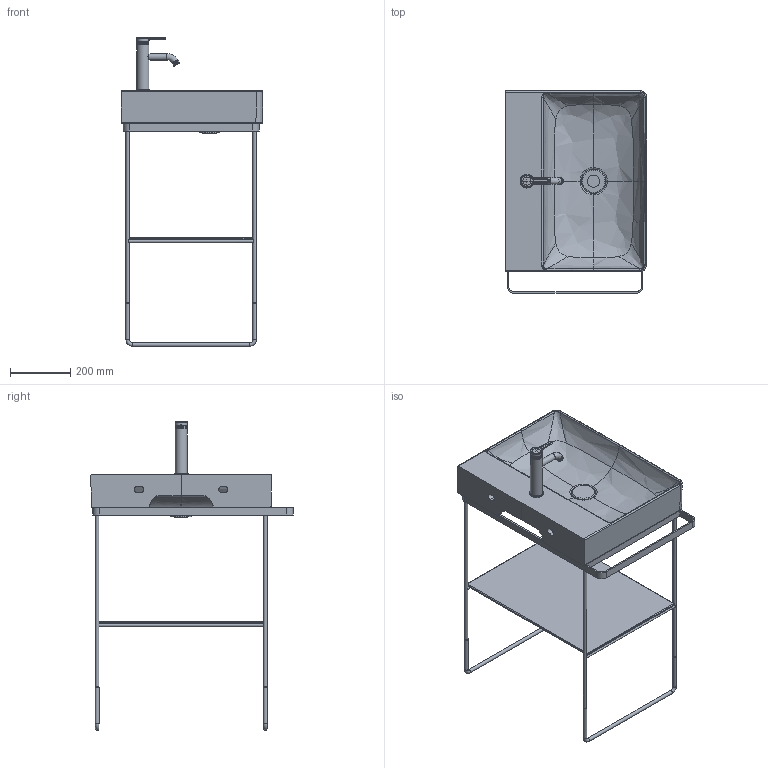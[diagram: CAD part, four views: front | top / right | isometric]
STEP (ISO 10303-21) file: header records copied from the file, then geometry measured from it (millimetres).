
FILE_DESCRIPTION((''),'2;1');
FILE_NAME('235360_003101.stp','2017-06-29T14:08:06',('Administrator'),(''),'Autodesk Inventor 2011','Autodesk Inventor 2011','');
FILE_SCHEMA(('CONFIG_CONTROL_DESIGN'));
Length unit declared in the file: millimetre
Products named in the file (16): 235360_003101; 235360; Armatur C1 WT; 509115_ASM; 615832; 615833; 636748; 615729; 615737; Kelch_Stopfen DuraSquare Bgr; Metallkonsole 003101 bodenstehend; Rahmen 665x451x25; Rohrstütze bodenstehend; Rohrstrebe; Rohrverstellung; Glaseinleger Metallkonsole 003101_003102
Assembly tree (20 placements, depth 4):
  235360_003101
    235360
    Armatur C1 WT
      509115_ASM
        615832
        615833
      636748
      615729
      615737
    Kelch_Stopfen DuraSquare Bgr
    Metallkonsole 003101 bodenstehend
      Rahmen 665x451x25
      Rohrstütze bodenstehend  x2
      Rohrstrebe  x2
      Rohrverstellung  x4
    Glaseinleger Metallkonsole 003101_003102
Bounding box: 470.06 x 671.98 x 1025.47 mm (x, y, z)
Volume: 12549574.5 mm3; surface area: 1916067.1 mm2
Topology: 18 solids, 21 shells, 535 faces, 1244 edges, 760 vertices
Faces by surface type: bspline 173, plane 171, cylinder 130, torus 33, cone 24, sphere 4
Full cylindrical faces by diameter (mm): 6 x1, 11.5 x10, 12 x2, 13 x4, 14 x4, 16 x5, 16.5 x2, 17.3 x1, 17.55 x1, 18.5 x2, 18.75 x1, 22 x2, 27.189 x1, 30.452 x1, 34 x1, 34.5 x1, 35 x1, 35.4 x1, 35.5 x1, 36.185 x1, 36.9 x4, 37.3 x1, 37.6 x1, 40 x2, 42.482 x1, 42.5 x1, 45.115 x1, 46 x2, 68.6 x1, 80.006 x1
Entity records: 72089 total; most frequent: CARTESIAN_POINT 60968, ORIENTED_EDGE 2160, DIRECTION 1851, EDGE_CURVE 1080, AXIS2_PLACEMENT_3D 751, VERTEX_POINT 707, EDGE_LOOP 643, FACE_OUTER_BOUND 505
